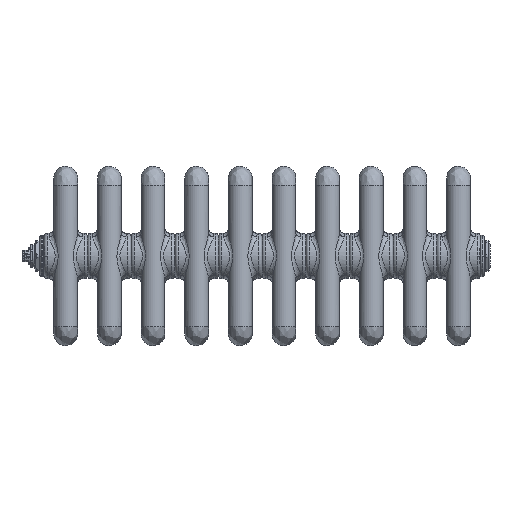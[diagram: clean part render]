
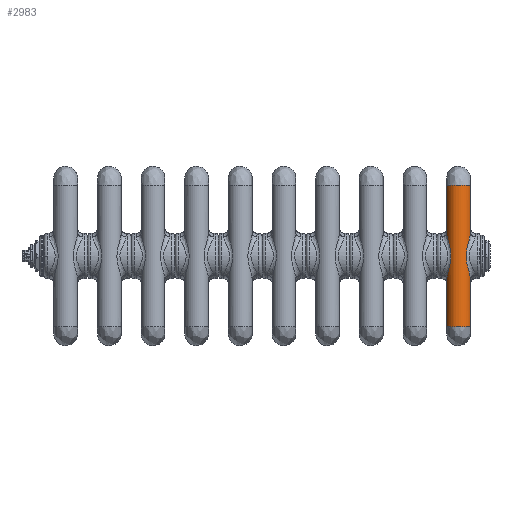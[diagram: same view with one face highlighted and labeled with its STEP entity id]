
A CAD part, front view. The second image highlights one B-rep face of the part: STEP entity #2983.
In plain terms, the highlighted cylindrical face has radius 12.5 mm (diameter 25 mm), a partial arc.
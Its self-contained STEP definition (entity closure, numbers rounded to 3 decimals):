
#708=DIRECTION('',(-1.,0.,0.));
#709=VECTOR('',#708,49.99);
#710=CARTESIAN_POINT('',(69.99,-1945.775,
0.));
#711=LINE('',#710,#709);
#750=DIRECTION('',(-1.,0.,0.));
#751=VECTOR('',#750,49.99);
#752=CARTESIAN_POINT('',(169.,-1945.775,0.));
#753=LINE('',#752,#751);
#879=CARTESIAN_POINT('',(69.99,-1945.775,
0.));
#880=CARTESIAN_POINT('',(70.4,-1946.238,
0.));
#881=CARTESIAN_POINT('',(71.298,-1947.169,
-0.053));
#882=CARTESIAN_POINT('',(72.846,-1948.522,
-0.279));
#883=CARTESIAN_POINT('',(74.732,-1949.904,
-0.672));
#884=CARTESIAN_POINT('',(76.932,-1951.23,-1.223));
#885=CARTESIAN_POINT('',(79.497,-1952.48,-1.919));
#886=CARTESIAN_POINT('',(82.473,-1953.608,-2.727));
#887=CARTESIAN_POINT('',(85.989,-1954.577,-3.597));
#888=CARTESIAN_POINT('',(90.233,-1955.276,-4.367));
#889=CARTESIAN_POINT('',(94.641,-1955.49,-4.636));
#890=CARTESIAN_POINT('',(98.537,-1955.27,-4.364));
#891=CARTESIAN_POINT('',(101.838,-1954.786,-3.823));
#892=CARTESIAN_POINT('',(104.675,-1954.136,-3.191));
#893=CARTESIAN_POINT('',(107.135,-1953.378,-2.561));
#894=CARTESIAN_POINT('',(109.285,-1952.55,-1.979));
#895=CARTESIAN_POINT('',(111.173,-1951.675,-1.465));
#896=CARTESIAN_POINT('',(112.821,-1950.782,-1.033));
#897=CARTESIAN_POINT('',(114.254,-1949.887,
-0.683));
#898=CARTESIAN_POINT('',(115.499,-1949.007,
-0.414));
#899=CARTESIAN_POINT('',(116.577,-1948.151,
-0.218));
#900=CARTESIAN_POINT('',(117.511,-1947.324,
-0.087));
#901=CARTESIAN_POINT('',(118.321,-1946.531,
-0.015));
#902=CARTESIAN_POINT('',(118.792,-1946.022,
0.));
#903=CARTESIAN_POINT('',(119.01,-1945.775,
0.));
#905=CARTESIAN_POINT('',(119.01,-1945.775,-25.05));
#906=CARTESIAN_POINT('',(118.822,-1945.987,-25.05));
#907=CARTESIAN_POINT('',(118.43,-1946.413,-24.966));
#908=CARTESIAN_POINT('',(117.823,-1947.023,-24.949));
#909=CARTESIAN_POINT('',(117.107,-1947.688,-24.858));
#910=CARTESIAN_POINT('',(116.268,-1948.402,-24.729));
#911=CARTESIAN_POINT('',(115.297,-1949.153,-24.544));
#912=CARTESIAN_POINT('',(114.172,-1949.939,-24.296));
#913=CARTESIAN_POINT('',(112.865,-1950.753,-23.978));
#914=CARTESIAN_POINT('',(111.346,-1951.585,-23.581));
#915=CARTESIAN_POINT('',(109.578,-1952.422,-23.101));
#916=CARTESIAN_POINT('',(107.515,-1953.243,-22.541));
#917=CARTESIAN_POINT('',(105.101,-1954.019,-21.913));
#918=CARTESIAN_POINT('',(102.261,-1954.706,-21.261));
#919=CARTESIAN_POINT('',(98.908,-1955.233,-20.681));
#920=CARTESIAN_POINT('',(94.94,-1955.492,-20.362));
#921=CARTESIAN_POINT('',(90.478,-1955.297,-20.606));
#922=CARTESIAN_POINT('',(86.463,-1954.669,-21.307));
#923=CARTESIAN_POINT('',(83.065,-1953.79,-22.119));
#924=CARTESIAN_POINT('',(80.244,-1952.784,-22.876));
#925=CARTESIAN_POINT('',(77.811,-1951.682,-23.541));
#926=CARTESIAN_POINT('',(75.706,-1950.514,-24.091));
#927=CARTESIAN_POINT('',(73.902,-1949.317,-24.508));
#928=CARTESIAN_POINT('',(72.364,-1948.116,-24.805));
#929=CARTESIAN_POINT('',(71.06,-1946.93,-24.942));
#930=CARTESIAN_POINT('',(70.326,-1946.153,-25.05));
#931=CARTESIAN_POINT('',(69.99,-1945.775,-25.05));
#938=CARTESIAN_POINT('',(169.,-1945.775,-12.5));
#939=DIRECTION('',(-1.,0.,0.));
#940=DIRECTION('',(0.,0.,-1.));
#941=AXIS2_PLACEMENT_3D('',#938,#939,#940);
#1032=DIRECTION('',(1.,0.,0.));
#1033=VECTOR('',#1032,49.99);
#1034=CARTESIAN_POINT('',(119.01,-1945.775,-25.05));
#1035=LINE('',#1034,#1033);
#1074=DIRECTION('',(1.,0.,0.));
#1075=VECTOR('',#1074,49.99);
#1076=CARTESIAN_POINT('',(20.,-1945.775,-25.033));
#1077=LINE('',#1076,#1075);
#1393=CARTESIAN_POINT('',(20.,-1945.775,-12.5));
#1394=DIRECTION('',(1.,0.,0.));
#1395=DIRECTION('',(0.,0.,1.));
#1396=AXIS2_PLACEMENT_3D('',#1393,#1394,#1395);
#1770=CARTESIAN_POINT('',(20.,-1945.775,0.));
#1771=VERTEX_POINT('',#1770);
#1776=CARTESIAN_POINT('',(169.,-1945.775,0.));
#1777=VERTEX_POINT('',#1776);
#1786=CARTESIAN_POINT('',(169.,-1945.775,-25.));
#1787=VERTEX_POINT('',#1786);
#1792=CARTESIAN_POINT('',(20.,-1945.775,-25.));
#1793=VERTEX_POINT('',#1792);
#1818=VERTEX_POINT('',#879);
#1819=VERTEX_POINT('',#903);
#1841=CARTESIAN_POINT('',(119.01,-1945.775,-25.05));
#1842=VERTEX_POINT('',#1841);
#1849=CARTESIAN_POINT('',(69.99,-1945.775,-25.1));
#1850=VERTEX_POINT('',#1849);
#2963=CARTESIAN_POINT('',(172.144,-1945.775,-12.5));
#2964=DIRECTION('',(-1.,0.,0.));
#2965=DIRECTION('',(0.,-1.,0.));
#2966=AXIS2_PLACEMENT_3D('',#2963,#2964,#2965);
#2967=CYLINDRICAL_SURFACE('',#2966,12.5);
#2968=ORIENTED_EDGE('',*,*,#2954,.T.);
#2969=ORIENTED_EDGE('',*,*,#2750,.F.);
#2971=ORIENTED_EDGE('',*,*,#2970,.F.);
#2973=ORIENTED_EDGE('',*,*,#2972,.F.);
#2975=ORIENTED_EDGE('',*,*,#2974,.T.);
#2977=ORIENTED_EDGE('',*,*,#2976,.F.);
#2979=ORIENTED_EDGE('',*,*,#2978,.F.);
#2980=ORIENTED_EDGE('',*,*,#2724,.F.);
#2981=EDGE_LOOP('',(#2968,#2969,#2971,#2973,#2975,#2977,#2979,#2980));
#2982=FACE_OUTER_BOUND('',#2981,.F.);
#904=B_SPLINE_CURVE_WITH_KNOTS('',3,(#879,#880,#881,#882,#883,#884,#885,#886,
#887,#888,#889,#890,#891,#892,#893,#894,#895,#896,#897,#898,#899,#900,#901,#902,
#903),.UNSPECIFIED.,.F.,.F.,(4,1,1,1,1,1,1,1,1,1,1,1,1,1,1,1,1,1,1,1,1,1,4),(
0.,0.045,0.091,0.136,0.182,
0.227,0.273,0.318,0.364,
0.409,0.455,0.5,0.545,0.591,
0.636,0.682,0.727,0.773,
0.818,0.864,0.909,0.955,1.),
.UNSPECIFIED.);
#932=B_SPLINE_CURVE_WITH_KNOTS('',3,(#905,#906,#907,#908,#909,#910,#911,#912,
#913,#914,#915,#916,#917,#918,#919,#920,#921,#922,#923,#924,#925,#926,#927,#928,
#929,#930,#931),.UNSPECIFIED.,.F.,.F.,(4,1,1,1,1,1,1,1,1,1,1,1,1,1,1,1,1,1,1,1,
1,1,1,1,4),(0.,0.042,0.083,0.125,0.167,
0.208,0.25,0.292,0.333,0.375,
0.417,0.458,0.5,0.542,0.583,
0.625,0.667,0.708,0.75,0.792,
0.833,0.875,0.917,0.958,1.),
.UNSPECIFIED.);
#942=CIRCLE('',#941,12.5);
#1397=CIRCLE('',#1396,12.5);
#2724=EDGE_CURVE('',#1818,#1771,#711,.T.);
#2750=EDGE_CURVE('',#1777,#1819,#753,.T.);
#2954=EDGE_CURVE('',#1818,#1819,#904,.T.);
#2970=EDGE_CURVE('',#1787,#1777,#942,.T.);
#2972=EDGE_CURVE('',#1842,#1787,#1035,.T.);
#2974=EDGE_CURVE('',#1842,#1850,#932,.T.);
#2976=EDGE_CURVE('',#1793,#1850,#1077,.T.);
#2978=EDGE_CURVE('',#1771,#1793,#1397,.T.);
#2983=ADVANCED_FACE('',(#2982),#2967,.T.);
